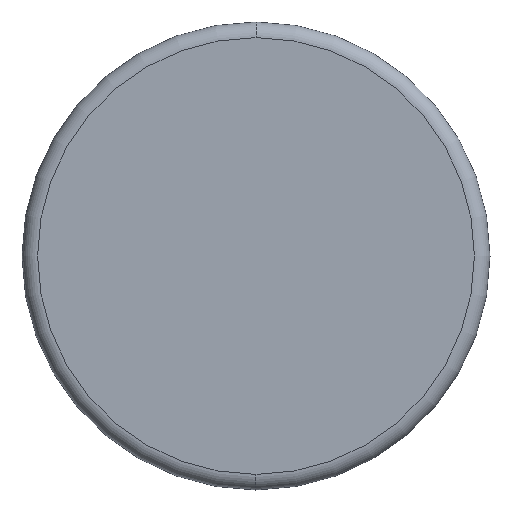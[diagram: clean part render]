
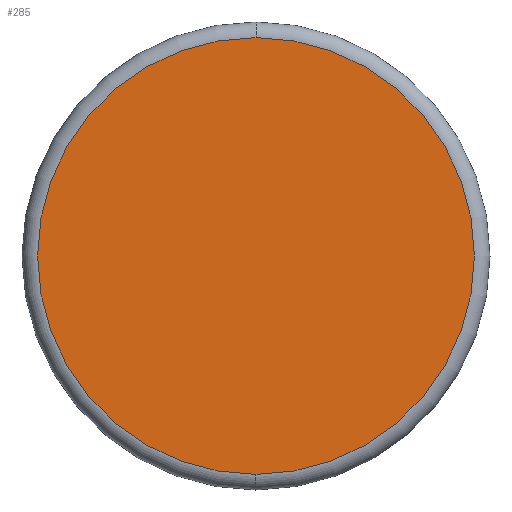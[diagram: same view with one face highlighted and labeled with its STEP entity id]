
A CAD part, left-side view. The second image highlights one B-rep face of the part: STEP entity #285.
In plain terms, the highlighted planar face has unit normal (-1, 0, 0).
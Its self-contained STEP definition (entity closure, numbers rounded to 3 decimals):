
#10 = CARTESIAN_POINT ( 'NONE',  ( -3., 0., -14. ) ) ;
#16 = PLANE ( 'NONE',  #110 ) ;
#17 = CIRCLE ( 'NONE', #346, 14. ) ;
#46 = CARTESIAN_POINT ( 'NONE',  ( -3., 0., 14. ) ) ;
#47 = ORIENTED_EDGE ( 'NONE', *, *, #214, .T. ) ;
#80 = CARTESIAN_POINT ( 'NONE',  ( -3., 14., 0. ) ) ;
#84 = DIRECTION ( 'NONE',  ( 0., 0., 1. ) ) ;
#89 = VERTEX_POINT ( 'NONE', #10 ) ;
#107 = DIRECTION ( 'NONE',  ( 0., 0., -1. ) ) ;
#109 = CARTESIAN_POINT ( 'NONE',  ( -3., 0., 0. ) ) ;
#110 = AXIS2_PLACEMENT_3D ( 'NONE', #80, #349, #107 ) ;
#118 = ORIENTED_EDGE ( 'NONE', *, *, #278, .T. ) ;
#157 = FACE_OUTER_BOUND ( 'NONE', #202, .T. ) ;
#159 = CARTESIAN_POINT ( 'NONE',  ( -3., 0., 0. ) ) ;
#162 = DIRECTION ( 'NONE',  ( -1., 0., 0. ) ) ;
#201 = VERTEX_POINT ( 'NONE', #46 ) ;
#202 = EDGE_LOOP ( 'NONE', ( #118, #47 ) ) ;
#214 = EDGE_CURVE ( 'NONE', #89, #201, #17, .T. ) ;
#215 = DIRECTION ( 'NONE',  ( -1., 0., 0. ) ) ;
#266 = AXIS2_PLACEMENT_3D ( 'NONE', #159, #162, #84 ) ;
#278 = EDGE_CURVE ( 'NONE', #201, #89, #330, .T. ) ;
#285 = ADVANCED_FACE ( 'NONE', ( #157 ), #16, .F. ) ;
#299 = DIRECTION ( 'NONE',  ( 0., 0., 1. ) ) ;
#330 = CIRCLE ( 'NONE', #266, 14. ) ;
#346 = AXIS2_PLACEMENT_3D ( 'NONE', #109, #215, #299 ) ;
#349 = DIRECTION ( 'NONE',  ( 1., 0., 0. ) ) ;
